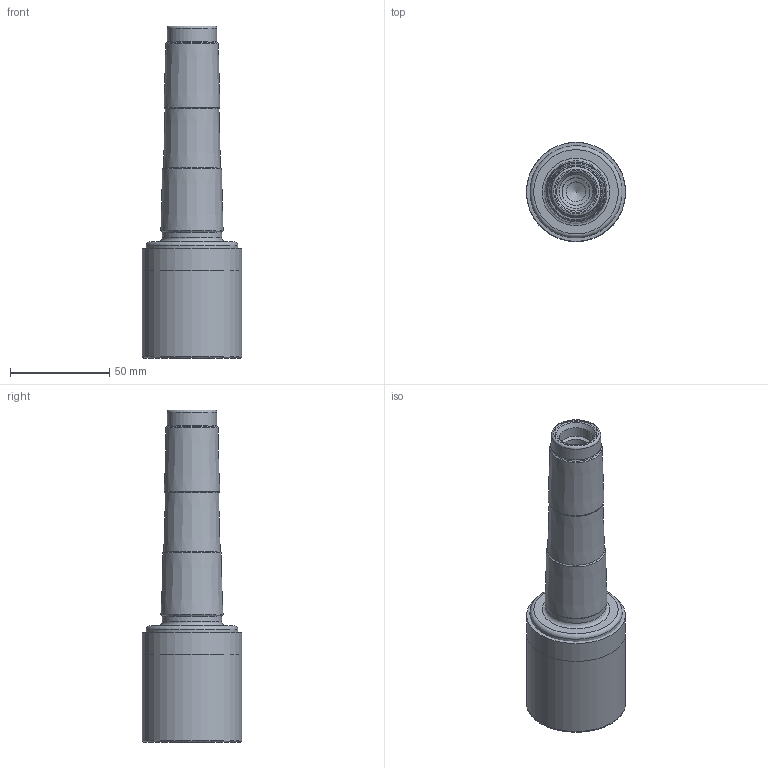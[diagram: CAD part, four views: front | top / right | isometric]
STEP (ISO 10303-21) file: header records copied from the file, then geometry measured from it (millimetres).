
FILE_DESCRIPTION(/* description */ (''),/* implementation_level */ '2;1');
FILE_NAME(/* name */ '50J5R065E04-CSD12X55_115009972ndi000_00-SIM.stp',/* time_stamp */ '2020-01-08T13:07:45+01:00',/* author */ (''),/* organization */ (''),/* preprocessor_version */ 'ST-DEVELOPER v16.7',/* originating_system */ 'SIEMENS PLM Software NX 12.0',/* authorisation */ '');
FILE_SCHEMA (('AUTOMOTIVE_DESIGN { 1 0 10303 214 3 1 1 1 }'));
Length unit declared in the file: millimetre
Products named in the file (1): hm153D1025BErw8c
Bounding box: 49.99 x 49.99 x 167.2 mm (x, y, z)
Volume: 226795.2 mm3; surface area: 42436 mm2
Topology: 2 solids, 2 shells, 37 faces, 76 edges, 44 vertices
Faces by surface type: cone 14, cylinder 8, torus 7, plane 5, revolution 3
Full cylindrical faces by diameter (mm): 2.5 x1, 10 x1, 14 x1, 17 x1, 24.9 x1, 30 x1, 46.5 x1, 49.986 x1
Entity records: 847 total; most frequent: CARTESIAN_POINT 174, DIRECTION 145, FACE_BOUND 74, EDGE_LOOP 72, ORIENTED_EDGE 72, AXIS2_PLACEMENT_3D 71, VERTEX_POINT 38, ADVANCED_FACE 37
